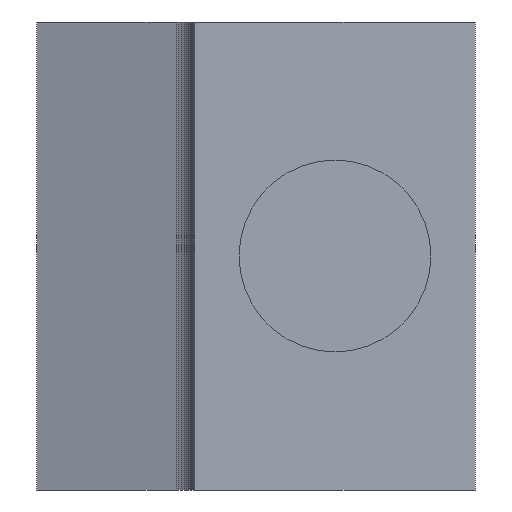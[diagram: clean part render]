
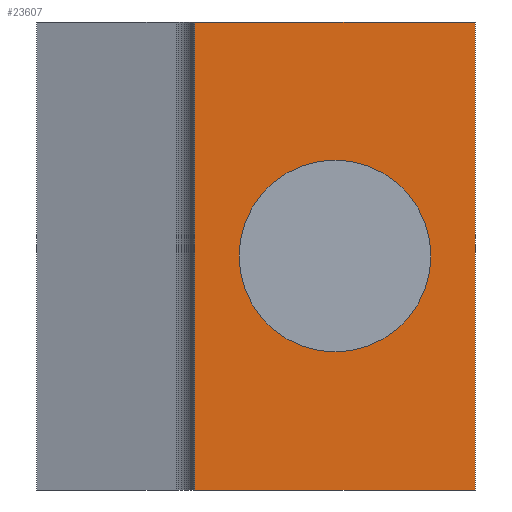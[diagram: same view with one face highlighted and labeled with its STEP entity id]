
A CAD part, left-side view. The second image highlights one B-rep face of the part: STEP entity #23607.
In plain terms, the highlighted planar face has unit normal (-1, 0, 0).
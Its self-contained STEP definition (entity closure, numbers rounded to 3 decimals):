
#15=FACE_BOUND('',#3391,.T.);
#1138=PLANE('',#24749);
#2264=FACE_OUTER_BOUND('',#3390,.T.);
#3390=EDGE_LOOP('',(#20234,#20235,#20236,#20237));
#3391=EDGE_LOOP('',(#20238));
#3396=LINE('',#30390,#6763);
#6758=LINE('',#37113,#10125);
#6759=LINE('',#37115,#10126);
#6760=LINE('',#37116,#10127);
#6763=VECTOR('',#24766,10.);
#10125=VECTOR('',#30368,10.);
#10126=VECTOR('',#30371,10.);
#10127=VECTOR('',#30372,10.);
#10128=CIRCLE('',#23625,2.05);
#10130=VERTEX_POINT('',#30379);
#10132=VERTEX_POINT('',#30386);
#10134=VERTEX_POINT('',#30389);
#12374=VERTEX_POINT('',#37109);
#12375=VERTEX_POINT('',#37111);
#12376=EDGE_CURVE('',#10130,#10130,#10128,.T.);
#12380=EDGE_CURVE('',#10132,#10134,#3396,.T.);
#15742=EDGE_CURVE('',#12374,#12375,#6758,.T.);
#15743=EDGE_CURVE('',#10132,#12374,#6759,.T.);
#15744=EDGE_CURVE('',#10134,#12375,#6760,.T.);
#20234=ORIENTED_EDGE('',*,*,#15743,.T.);
#20235=ORIENTED_EDGE('',*,*,#15742,.T.);
#20236=ORIENTED_EDGE('',*,*,#15744,.F.);
#20237=ORIENTED_EDGE('',*,*,#12380,.F.);
#20238=ORIENTED_EDGE('',*,*,#12376,.T.);
#23607=ADVANCED_FACE('',(#2264,#15),#1138,.T.);
#23625=AXIS2_PLACEMENT_3D('',#30380,#24756,#24757);
#24749=AXIS2_PLACEMENT_3D('',#37114,#30369,#30370);
#24756=DIRECTION('center_axis',(1.,0.,0.));
#24757=DIRECTION('ref_axis',(0.,-1.,0.));
#24766=DIRECTION('',(0.,0.,1.));
#30368=DIRECTION('',(0.,0.,1.));
#30369=DIRECTION('center_axis',(-1.,0.,0.));
#30370=DIRECTION('ref_axis',(0.,-1.,0.));
#30371=DIRECTION('',(0.,-1.,0.));
#30372=DIRECTION('',(0.,-1.,0.));
#30379=CARTESIAN_POINT('',(0.,-0.95,5.));
#30380=CARTESIAN_POINT('Origin',(0.,-3.,5.));
#30386=CARTESIAN_POINT('',(0.,0.,0.));
#30389=CARTESIAN_POINT('',(0.,0.,10.));
#30390=CARTESIAN_POINT('',(0.,0.,0.));
#37109=CARTESIAN_POINT('',(0.,-6.,0.));
#37111=CARTESIAN_POINT('',(0.,-6.,10.));
#37113=CARTESIAN_POINT('',(0.,-6.,0.));
#37114=CARTESIAN_POINT('Origin',(0.,0.,0.));
#37115=CARTESIAN_POINT('',(0.,0.,0.));
#37116=CARTESIAN_POINT('',(0.,0.,10.));
